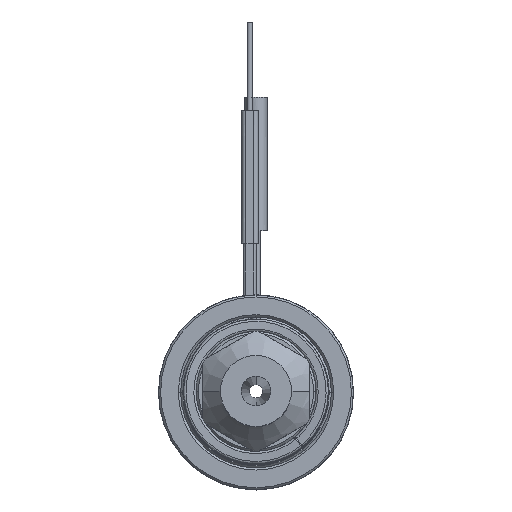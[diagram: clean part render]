
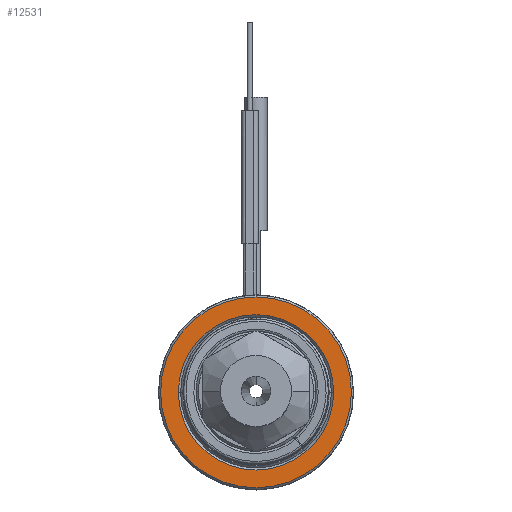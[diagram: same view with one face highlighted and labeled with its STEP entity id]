
A CAD part, top view. The second image highlights one B-rep face of the part: STEP entity #12531.
In plain terms, the highlighted planar face has unit normal (0, 0, 1).
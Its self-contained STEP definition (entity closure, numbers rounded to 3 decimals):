
#3544=CARTESIAN_POINT('',(0.,0.,40.));
#3545=DIRECTION('',(0.,0.,-1.));
#3546=DIRECTION('',(-1.,0.,0.));
#3547=AXIS2_PLACEMENT_3D('',#3544,#3545,#3546);
#3558=CARTESIAN_POINT('',(0.,0.,
40.));
#3559=DIRECTION('',(0.,0.,-1.));
#3560=DIRECTION('',(1.,0.,0.));
#3561=AXIS2_PLACEMENT_3D('',#3558,#3559,#3560);
#3572=CARTESIAN_POINT('',(0.,0.,
40.));
#3573=DIRECTION('',(0.,0.,-1.));
#3574=DIRECTION('',(1.,0.,0.));
#3575=AXIS2_PLACEMENT_3D('',#3572,#3573,#3574);
#3586=CARTESIAN_POINT('',(0.,0.,
40.));
#3587=DIRECTION('',(0.,0.,-1.));
#3588=DIRECTION('',(-1.,0.,0.));
#3589=AXIS2_PLACEMENT_3D('',#3586,#3587,#3588);
#7570=CARTESIAN_POINT('',(21.5,0.,40.));
#7571=CARTESIAN_POINT('',(-21.5,0.,40.));
#7572=VERTEX_POINT('',#7570);
#7573=VERTEX_POINT('',#7571);
#7574=CARTESIAN_POINT('',(17.5,0.,40.));
#7575=CARTESIAN_POINT('',(-17.5,0.,40.));
#7576=VERTEX_POINT('',#7574);
#7577=VERTEX_POINT('',#7575);
#12516=CARTESIAN_POINT('',(0.,0.,40.));
#12517=DIRECTION('',(0.,0.,1.));
#12518=DIRECTION('',(-1.,0.,0.));
#12519=AXIS2_PLACEMENT_3D('',#12516,#12517,#12518);
#12520=PLANE('',#12519);
#12521=ORIENTED_EDGE('',*,*,#12498,.T.);
#12522=ORIENTED_EDGE('',*,*,#12483,.T.);
#12523=EDGE_LOOP('',(#12521,#12522));
#12524=FACE_OUTER_BOUND('',#12523,.F.);
#12526=ORIENTED_EDGE('',*,*,#12525,.F.);
#12528=ORIENTED_EDGE('',*,*,#12527,.F.);
#12529=EDGE_LOOP('',(#12526,#12528));
#12530=FACE_BOUND('',#12529,.F.);
#3548=CIRCLE('',#3547,21.5);
#3562=CIRCLE('',#3561,21.5);
#3576=CIRCLE('',#3575,17.5);
#3590=CIRCLE('',#3589,17.5);
#12483=EDGE_CURVE('',#7573,#7572,#3548,.T.);
#12498=EDGE_CURVE('',#7572,#7573,#3562,.T.);
#12525=EDGE_CURVE('',#7576,#7577,#3576,.T.);
#12527=EDGE_CURVE('',#7577,#7576,#3590,.T.);
#12531=ADVANCED_FACE('',(#12524,#12530),#12520,.T.);
